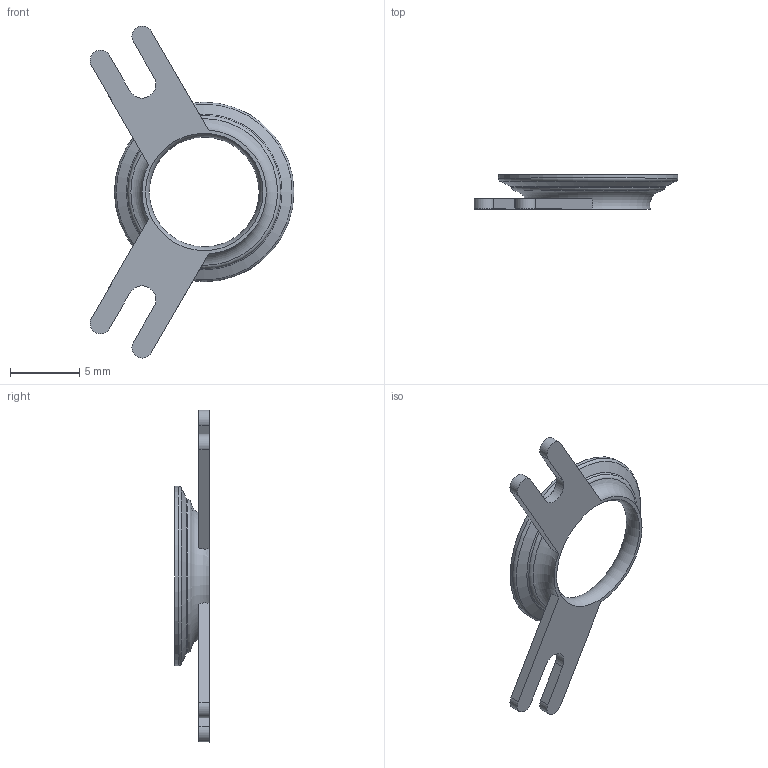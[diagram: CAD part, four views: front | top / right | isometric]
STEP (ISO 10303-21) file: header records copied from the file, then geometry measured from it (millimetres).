
FILE_DESCRIPTION(/* description */ ('Headplate for 2-photon imaging in mice'),/* implementation_level */ '2;1');
FILE_NAME(/* name */ 'Headplate.step',/* time_stamp */ '2023-03-16T11:36:35+01:00',/* author */ ('Paul van Heumen / Tim Schröder'),/* organization */ ('www.3Dneuro.com'),/* preprocessor_version */ 'ST-DEVELOPER v19.2',/* originating_system */ 'Autodesk Translation Framework v11.17.0.187',/* authorisation */ '');
FILE_SCHEMA (('AUTOMOTIVE_DESIGN { 1 0 10303 214 3 1 1 }'));
Length unit declared in the file: millimetre
Products named in the file (1): Headplate
Bounding box: 14.77 x 2.5 x 24.03 mm (x, y, z)
Volume: 102.2 mm3; surface area: 426.9 mm2
Topology: 1 solids, 1 shells, 27 faces, 68 edges, 43 vertices
Faces by surface type: plane 12, cylinder 8, torus 5, cone 2
Full cylindrical faces by diameter (mm): 12 x1, 13 x1
Entity records: 882 total; most frequent: CARTESIAN_POINT 167, DIRECTION 152, ORIENTED_EDGE 136, EDGE_CURVE 68, AXIS2_PLACEMENT_3D 60, VERTEX_POINT 43, CIRCLE 32, LINE 32
